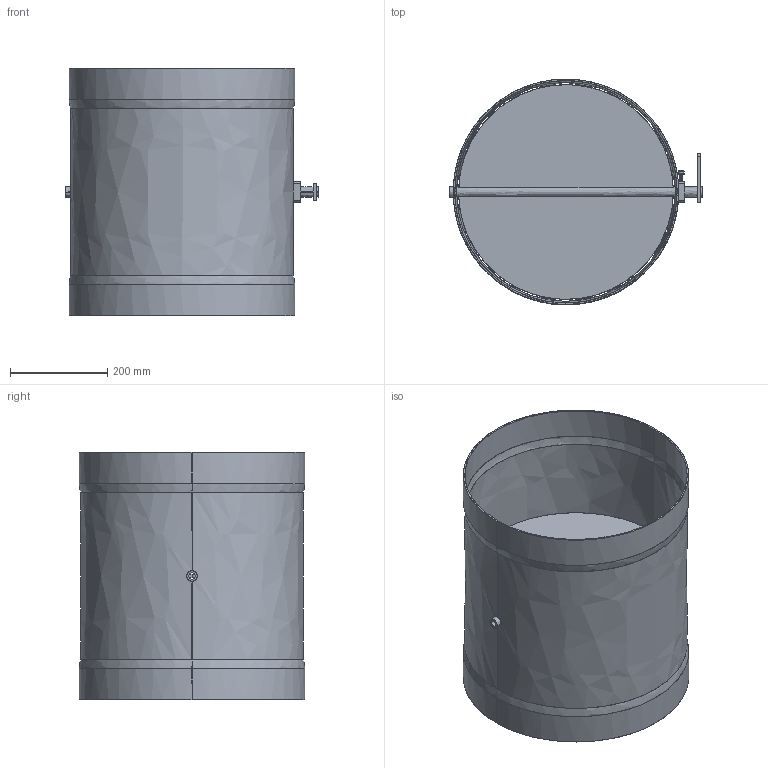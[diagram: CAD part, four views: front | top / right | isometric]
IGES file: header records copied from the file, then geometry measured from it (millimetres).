
Start section: SolidWorks IGES file using NURBS representation for surfaces
Global section: file name: PVCBD18.IGS; native system: SolidWorks 2022; preprocessor: SolidWorks 2022; author: Cullen; date: 230224.130539; units: inch
Bounding box: 520.7 x 463.55 x 508 mm (x, y, z)
Surface area: 1849552.8 mm2 (no closed solid volume)
Topology: 0 solids, 0 shells, 271 faces, 5071 edges, 5836 vertices
Faces by surface type: bspline 271
